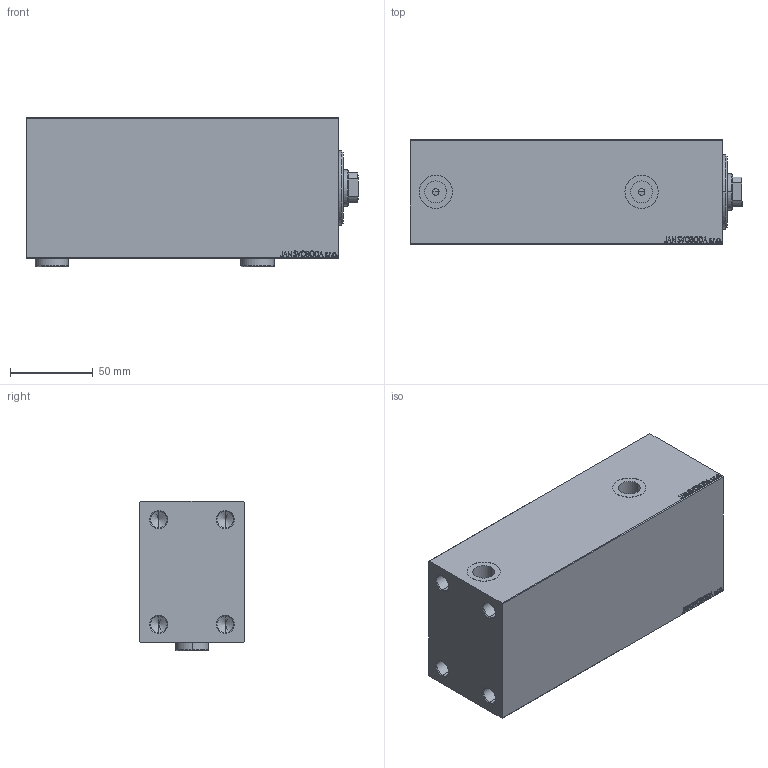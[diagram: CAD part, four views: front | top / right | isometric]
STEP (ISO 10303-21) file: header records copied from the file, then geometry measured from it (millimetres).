
FILE_DESCRIPTION (( 'STEP AP203' ), '1' );
FILE_NAME ('db53.STEP', '2022-04-17T15:33:33', ( '' ), ( '' ), 'SwSTEP 2.0', 'SolidWorks 2019', '' );
FILE_SCHEMA (( 'CONFIG_CONTROL_DESIGN' ));
Length unit declared in the file: millimetre
Products named in the file (5): PLUG 2fb0499d198b8dcc051dc2e85192b557; V450CP_B_VCP 2fb0499d198b8dcc051dc2e85192b557; db53; V450CP_VC_B 2fb0499d198b8dcc051dc2e85192b557; V450CP_B 2fb0499d198b8dcc051dc2e85192b557
Assembly tree (5 placements, depth 2):
  db53
    V450CP_B 2fb0499d198b8dcc051dc2e85192b557
    V450CP_B_VCP 2fb0499d198b8dcc051dc2e85192b557
    V450CP_VC_B 2fb0499d198b8dcc051dc2e85192b557
    PLUG 2fb0499d198b8dcc051dc2e85192b557  x2
Bounding box: 200 x 63 x 89.9 mm (x, y, z)
Volume: 899967.2 mm3; surface area: 127975 mm2
Topology: 5 solids, 5 shells, 955 faces, 2414 edges, 1573 vertices
Faces by surface type: plane 439, bspline 380, cylinder 82, cone 50, torus 4
Entity records: 46127 total; most frequent: CARTESIAN_POINT 25565, ORIENTED_EDGE 4712, DIRECTION 2896, EDGE_CURVE 2356, VERTEX_POINT 1549, VECTOR 1392, LINE 1392, EDGE_LOOP 1067
